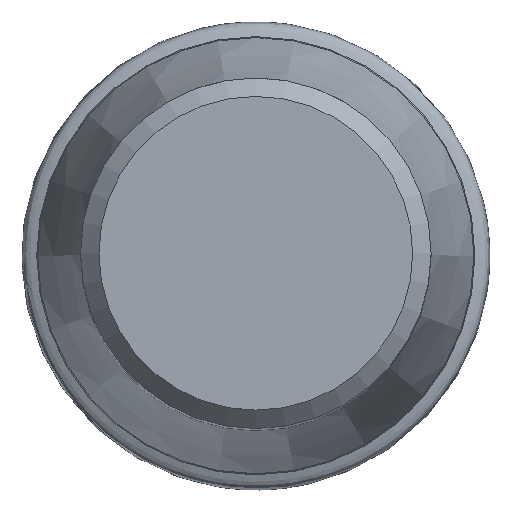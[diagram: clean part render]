
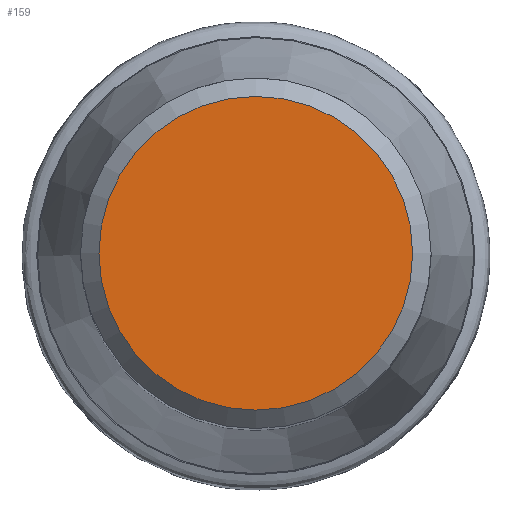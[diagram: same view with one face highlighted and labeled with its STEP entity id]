
A CAD part, top view. The second image highlights one B-rep face of the part: STEP entity #159.
In plain terms, the highlighted planar face has unit normal (0, 0, 1).
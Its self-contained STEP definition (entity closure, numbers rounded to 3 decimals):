
#122=FACE_OUTER_BOUND('',#252,.T.);
#128=PLANE('',#514);
#159=ADVANCED_FACE('CU_SU3',(#122),#128,.T.);
#252=EDGE_LOOP('',(#300));
#300=ORIENTED_EDGE('',*,*,#364,.F.);
#337=VERTEX_POINT('',#727);
#364=EDGE_CURVE('',#337,#337,#392,.T.);
#392=CIRCLE('',#513,8.522);
#513=AXIS2_PLACEMENT_3D('',#726,#621,#622);
#514=AXIS2_PLACEMENT_3D('',#728,#623,#624);
#621=DIRECTION('',(0.,0.,-1.));
#622=DIRECTION('',(-1.,0.,0.));
#623=DIRECTION('',(0.,0.,1.));
#624=DIRECTION('',(1.,0.,0.));
#726=CARTESIAN_POINT('',(0.,0.,0.));
#727=CARTESIAN_POINT('',(-8.522,0.,0.));
#728=CARTESIAN_POINT('',(0.,8.522,0.));
